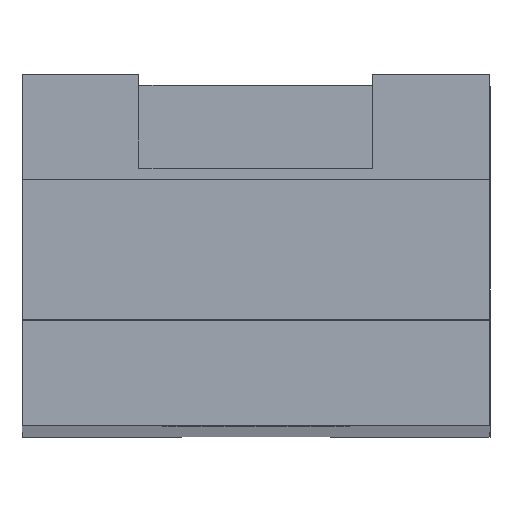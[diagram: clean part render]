
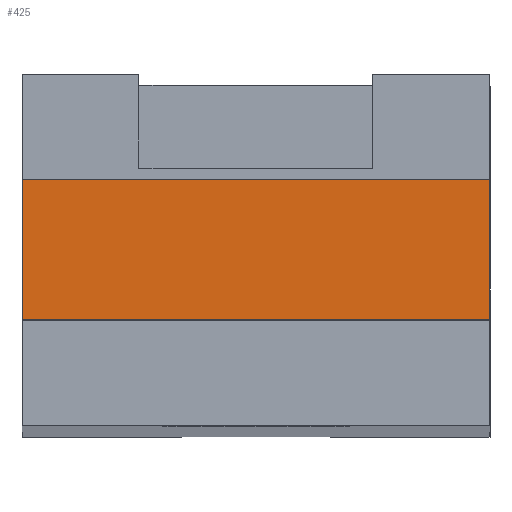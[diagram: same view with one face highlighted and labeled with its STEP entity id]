
A CAD part, top view. The second image highlights one B-rep face of the part: STEP entity #425.
In plain terms, the highlighted planar face has unit normal (0, 0, 1).
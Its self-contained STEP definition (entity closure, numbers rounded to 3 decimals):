
#44=FACE_OUTER_BOUND('',#69,.T.);
#69=EDGE_LOOP('',(#347,#348,#349,#350));
#115=LINE('',#675,#166);
#119=LINE('',#684,#170);
#121=LINE('',#687,#172);
#122=LINE('',#688,#173);
#166=VECTOR('',#552,10.);
#170=VECTOR('',#558,10.);
#172=VECTOR('',#562,10.);
#173=VECTOR('',#563,10.);
#210=VERTEX_POINT('',#672);
#211=VERTEX_POINT('',#674);
#214=VERTEX_POINT('',#681);
#215=VERTEX_POINT('',#683);
#259=EDGE_CURVE('',#211,#210,#115,.T.);
#263=EDGE_CURVE('',#215,#214,#119,.T.);
#265=EDGE_CURVE('',#210,#215,#121,.T.);
#266=EDGE_CURVE('',#214,#211,#122,.T.);
#347=ORIENTED_EDGE('',*,*,#265,.T.);
#348=ORIENTED_EDGE('',*,*,#263,.T.);
#349=ORIENTED_EDGE('',*,*,#266,.T.);
#350=ORIENTED_EDGE('',*,*,#259,.T.);
#403=PLANE('',#466);
#425=ADVANCED_FACE('',(#44),#403,.T.);
#466=AXIS2_PLACEMENT_3D('',#686,#560,#561);
#552=DIRECTION('',(1.,0.,0.));
#558=DIRECTION('',(-1.,0.,0.));
#560=DIRECTION('center_axis',(0.,0.,1.));
#561=DIRECTION('ref_axis',(1.,0.,0.));
#562=DIRECTION('',(0.,1.,0.));
#563=DIRECTION('',(0.,-1.,0.));
#672=CARTESIAN_POINT('',(639.878,23.371,54.425));
#674=CARTESIAN_POINT('',(619.878,23.371,54.425));
#675=CARTESIAN_POINT('',(639.878,23.371,54.425));
#681=CARTESIAN_POINT('',(619.878,29.371,54.425));
#683=CARTESIAN_POINT('',(639.878,29.371,54.425));
#684=CARTESIAN_POINT('',(639.878,29.371,54.425));
#686=CARTESIAN_POINT('Origin',(629.878,26.371,54.425));
#687=CARTESIAN_POINT('',(639.878,26.371,54.425));
#688=CARTESIAN_POINT('',(619.878,29.371,54.425));
